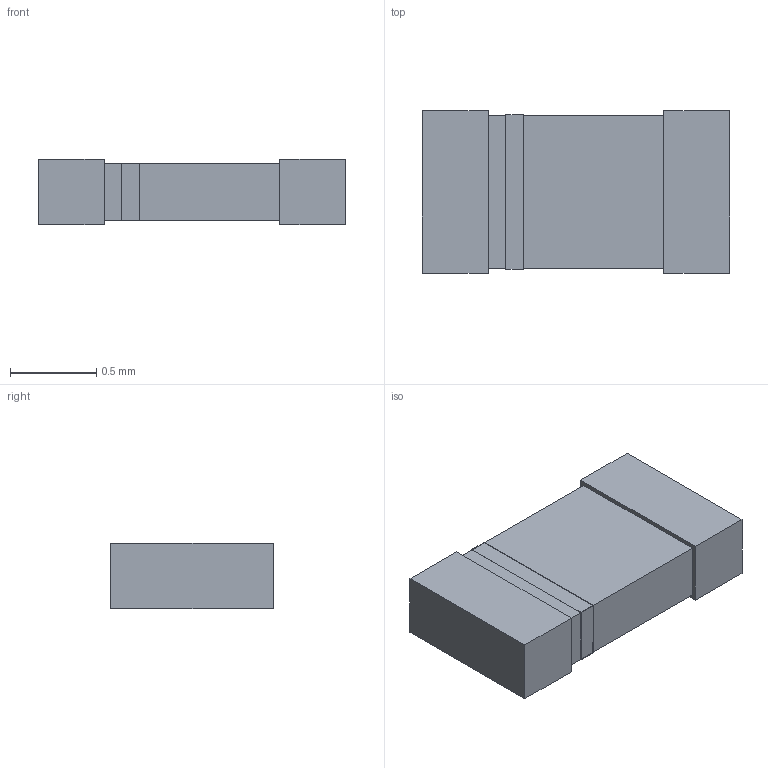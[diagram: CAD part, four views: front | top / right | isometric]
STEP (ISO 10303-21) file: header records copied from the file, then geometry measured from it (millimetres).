
FILE_DESCRIPTION(('STEP AP214'),'1');
FILE_NAME('FC0603','2017-12-27T00:37:11',(''),(''),'','','');
FILE_SCHEMA(('AUTOMOTIVE_DESIGN'));
Length unit declared in the file: millimetre
Products named in the file (1): product
Bounding box: 1.78 x 0.94 x 0.38 mm (x, y, z)
Surface area: 7 mm2 (no closed solid volume)
Topology: 0 solids, 30 shells, 30 faces, 128 edges, 128 vertices
Faces by surface type: plane 30
Entity records: 1481 total; most frequent: CARTESIAN_POINT 287, VERTEX_POINT 256, DIRECTION 190, ORIENTED_EDGE 128, EDGE_CURVE 128, LINE 128, VECTOR 128, AXIS2_PLACEMENT_3D 31
